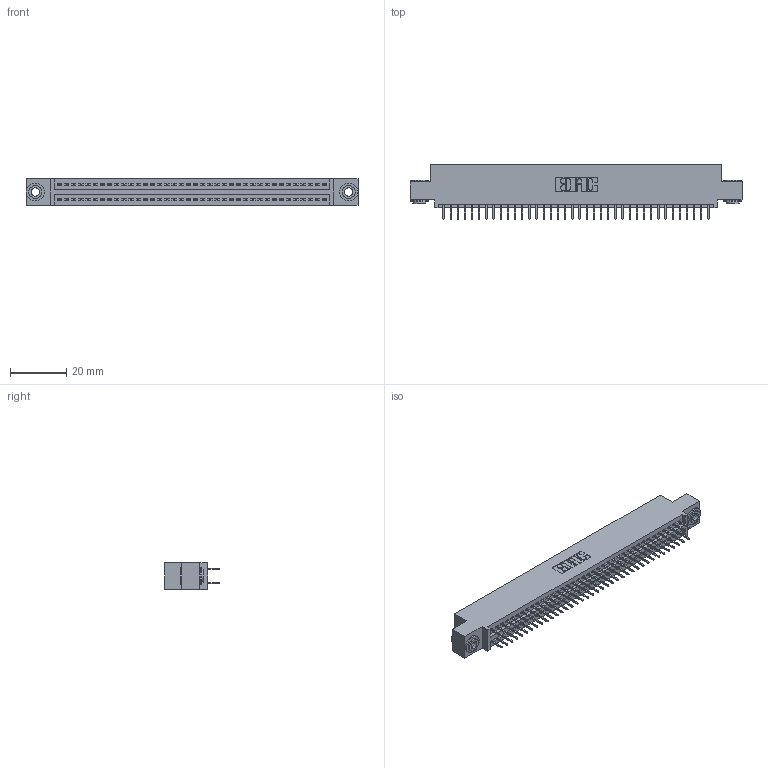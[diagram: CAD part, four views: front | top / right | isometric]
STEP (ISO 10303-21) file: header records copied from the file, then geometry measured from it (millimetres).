
FILE_DESCRIPTION (( 'STEP AP203' ), '1' );
FILE_NAME ('345-076-524-503.STEP', '2018-10-02T15:55:26', ( '' ), ( '' ), 'SwSTEP 2.0', 'SolidWorks 2016', '' );
FILE_SCHEMA (( 'CONFIG_CONTROL_DESIGN' ));
Length unit declared in the file: inch
Products named in the file (4): 345-076-524-503; 345-292-001_345-293-124; 345-250-002_345-250-002-102; 345 Part_0.110 Offset - 0.156 Dia-TH
Assembly tree (79 placements, depth 2):
  345-076-524-503
    345 Part_0.110 Offset - 0.156 Dia-TH
    345-292-001_345-293-124  x76
    345-250-002_345-250-002-102  x2
Bounding box: 117.73 x 19.35 x 9.4 mm (x, y, z)
Volume: 11230.2 mm3; surface area: 16516.8 mm2
Topology: 79 solids, 79 shells, 4272 faces, 12057 edges, 7730 vertices
Faces by surface type: plane 3058, cylinder 1206, cone 8
Entity records: 31210 total; most frequent: CARTESIAN_POINT 5211, ORIENTED_EDGE 5138, DIRECTION 4631, EDGE_CURVE 2569, LINE 2265, VECTOR 2265, VERTEX_POINT 1706, AXIS2_PLACEMENT_3D 1183
